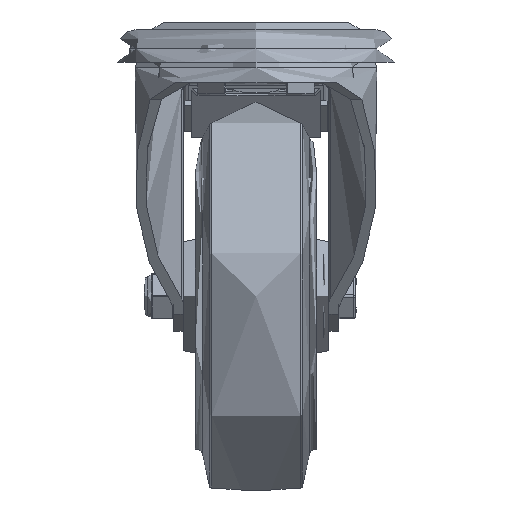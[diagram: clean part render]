
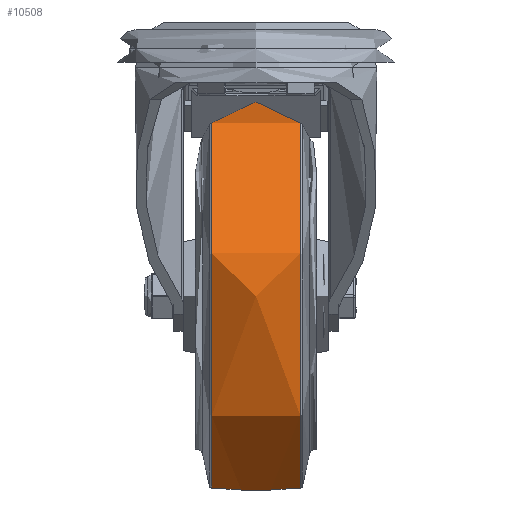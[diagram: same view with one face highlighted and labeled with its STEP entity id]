
A CAD part, left-side view. The second image highlights one B-rep face of the part: STEP entity #10508.
In plain terms, the highlighted free-form (B-spline) face has degree [2, 2] with [3, 9] control points.
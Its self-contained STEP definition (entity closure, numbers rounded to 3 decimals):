
#38=(
BOUNDED_SURFACE()
B_SPLINE_SURFACE(2,2,((#20765,#20766,#20767,#20768,#20769,#20770,#20771,
#20772,#20773),(#20774,#20775,#20776,#20777,#20778,#20779,#20780,#20781,
#20782),(#20783,#20784,#20785,#20786,#20787,#20788,#20789,#20790,#20791)),
 .UNSPECIFIED.,.F.,.T.,.F.)
B_SPLINE_SURFACE_WITH_KNOTS((3,3),(3,2,2,2,3),(-0.101,0.101),
(-3.142,-1.571,0.,1.571,3.142),
 .UNSPECIFIED.)
GEOMETRIC_REPRESENTATION_ITEM()
RATIONAL_B_SPLINE_SURFACE(((1.,0.707,1.,0.707,1.,
0.707,1.,0.707,1.),(0.995,0.703,
0.995,0.703,0.995,0.703,
0.995,0.703,0.995),(1.,0.707,
1.,0.707,1.,0.707,1.,0.707,1.)))
REPRESENTATION_ITEM('')
SURFACE()
);
#3173=FACE_OUTER_BOUND('',#3804,.T.);
#3804=EDGE_LOOP('',(#8654,#8655,#8656,#8657));
#4281=CIRCLE('',#11469,79.075);
#4282=CIRCLE('',#11470,181.);
#4283=CIRCLE('',#11471,79.075);
#5028=VERTEX_POINT('',#20762);
#5029=VERTEX_POINT('',#20792);
#6303=EDGE_CURVE('',#5028,#5028,#4281,.T.);
#6304=EDGE_CURVE('',#5028,#5029,#4282,.T.);
#6305=EDGE_CURVE('',#5029,#5029,#4283,.T.);
#8654=ORIENTED_EDGE('',*,*,#6303,.F.);
#8655=ORIENTED_EDGE('',*,*,#6304,.T.);
#8656=ORIENTED_EDGE('',*,*,#6305,.T.);
#8657=ORIENTED_EDGE('',*,*,#6304,.F.);
#10508=ADVANCED_FACE('',(#3173),#38,.F.);
#11469=AXIS2_PLACEMENT_3D('',#20764,#13468,#13469);
#11470=AXIS2_PLACEMENT_3D('',#20793,#13470,#13471);
#11471=AXIS2_PLACEMENT_3D('',#20794,#13472,#13473);
#13468=DIRECTION('center_axis',(0.,1.,0.));
#13469=DIRECTION('ref_axis',(0.,0.,
1.));
#13470=DIRECTION('center_axis',(-1.,0.,0.));
#13471=DIRECTION('ref_axis',(0.,0.,
-1.));
#13472=DIRECTION('center_axis',(0.,1.,0.));
#13473=DIRECTION('ref_axis',(0.,0.,
1.));
#20762=CARTESIAN_POINT('',(0.,18.279,-79.075));
#20764=CARTESIAN_POINT('Origin',(0.,18.279,
0.));
#20765=CARTESIAN_POINT('Ctrl Pts',(0.,-18.279,
-79.075));
#20766=CARTESIAN_POINT('Ctrl Pts',(-79.075,-18.279,
-79.075));
#20767=CARTESIAN_POINT('Ctrl Pts',(-79.075,-18.279,
0.));
#20768=CARTESIAN_POINT('Ctrl Pts',(-79.075,-18.279,
79.075));
#20769=CARTESIAN_POINT('Ctrl Pts',(0.,-18.279,
79.075));
#20770=CARTESIAN_POINT('Ctrl Pts',(79.075,-18.279,79.075));
#20771=CARTESIAN_POINT('Ctrl Pts',(79.075,-18.279,0.));
#20772=CARTESIAN_POINT('Ctrl Pts',(79.075,-18.279,-79.075));
#20773=CARTESIAN_POINT('Ctrl Pts',(0.,-18.279,
-79.075));
#20774=CARTESIAN_POINT('Ctrl Pts',(0.,0.,
-80.93));
#20775=CARTESIAN_POINT('Ctrl Pts',(-80.93,0.,
-80.93));
#20776=CARTESIAN_POINT('Ctrl Pts',(-80.93,0.,
0.));
#20777=CARTESIAN_POINT('Ctrl Pts',(-80.93,0.,
80.93));
#20778=CARTESIAN_POINT('Ctrl Pts',(0.,0.,
80.93));
#20779=CARTESIAN_POINT('Ctrl Pts',(80.93,0.,
80.93));
#20780=CARTESIAN_POINT('Ctrl Pts',(80.93,0.,
0.));
#20781=CARTESIAN_POINT('Ctrl Pts',(80.93,0.,
-80.93));
#20782=CARTESIAN_POINT('Ctrl Pts',(0.,0.,
-80.93));
#20783=CARTESIAN_POINT('Ctrl Pts',(0.,18.279,
-79.075));
#20784=CARTESIAN_POINT('Ctrl Pts',(-79.075,18.279,-79.075));
#20785=CARTESIAN_POINT('Ctrl Pts',(-79.075,18.279,0.));
#20786=CARTESIAN_POINT('Ctrl Pts',(-79.075,18.279,79.075));
#20787=CARTESIAN_POINT('Ctrl Pts',(0.,18.279,
79.075));
#20788=CARTESIAN_POINT('Ctrl Pts',(79.075,18.279,79.075));
#20789=CARTESIAN_POINT('Ctrl Pts',(79.075,18.279,0.));
#20790=CARTESIAN_POINT('Ctrl Pts',(79.075,18.279,-79.075));
#20791=CARTESIAN_POINT('Ctrl Pts',(0.,18.279,
-79.075));
#20792=CARTESIAN_POINT('',(0.,-18.279,-79.075));
#20793=CARTESIAN_POINT('Origin',(0.,0.,
101.));
#20794=CARTESIAN_POINT('Origin',(0.,-18.279,
0.));
